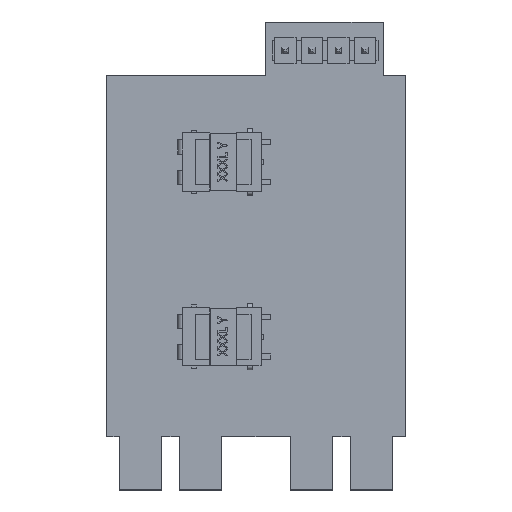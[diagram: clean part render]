
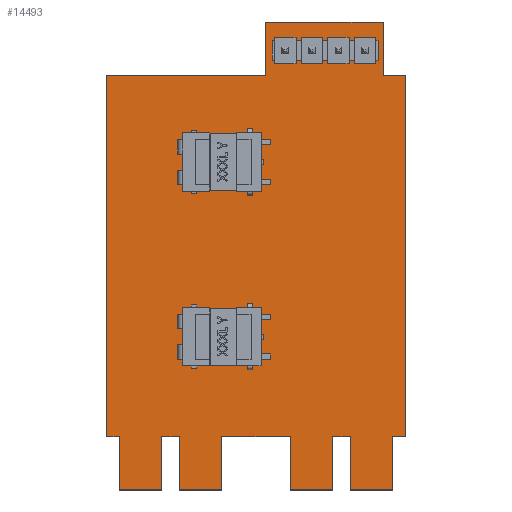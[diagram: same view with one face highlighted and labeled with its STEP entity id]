
A CAD part, top view. The second image highlights one B-rep face of the part: STEP entity #14493.
In plain terms, the highlighted planar face has unit normal (0, 0, 1).
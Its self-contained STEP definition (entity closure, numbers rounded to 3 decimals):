
#13692 = VERTEX_POINT('',#13693);
#13693 = CARTESIAN_POINT('',(19.9,31.3,1.6));
#13699 = EDGE_CURVE('',#13692,#13700,#13702,.T.);
#13700 = VERTEX_POINT('',#13701);
#13701 = CARTESIAN_POINT('',(21.6,31.3,1.6));
#13702 = LINE('',#13703,#13704);
#13703 = CARTESIAN_POINT('',(19.9,31.3,1.6));
#13704 = VECTOR('',#13705,1.);
#13705 = DIRECTION('',(1.,0.,0.));
#13730 = EDGE_CURVE('',#13700,#13731,#13733,.T.);
#13731 = VERTEX_POINT('',#13732);
#13732 = CARTESIAN_POINT('',(21.6,4.,1.6));
#13733 = LINE('',#13734,#13735);
#13734 = CARTESIAN_POINT('',(21.6,31.3,1.6));
#13735 = VECTOR('',#13736,1.);
#13736 = DIRECTION('',(0.,-1.,0.));
#13761 = EDGE_CURVE('',#13731,#13762,#13764,.T.);
#13762 = VERTEX_POINT('',#13763);
#13763 = CARTESIAN_POINT('',(20.6,4.,1.6));
#13764 = LINE('',#13765,#13766);
#13765 = CARTESIAN_POINT('',(21.6,4.,1.6));
#13766 = VECTOR('',#13767,1.);
#13767 = DIRECTION('',(-1.,0.,0.));
#13792 = EDGE_CURVE('',#13762,#13793,#13795,.T.);
#13793 = VERTEX_POINT('',#13794);
#13794 = CARTESIAN_POINT('',(20.6,0.,1.6));
#13795 = LINE('',#13796,#13797);
#13796 = CARTESIAN_POINT('',(20.6,4.,1.6));
#13797 = VECTOR('',#13798,1.);
#13798 = DIRECTION('',(0.,-1.,0.));
#13823 = EDGE_CURVE('',#13793,#13824,#13826,.T.);
#13824 = VERTEX_POINT('',#13825);
#13825 = CARTESIAN_POINT('',(17.4,0.,1.6));
#13826 = LINE('',#13827,#13828);
#13827 = CARTESIAN_POINT('',(20.6,0.,1.6));
#13828 = VECTOR('',#13829,1.);
#13829 = DIRECTION('',(-1.,0.,0.));
#13854 = EDGE_CURVE('',#13824,#13855,#13857,.T.);
#13855 = VERTEX_POINT('',#13856);
#13856 = CARTESIAN_POINT('',(17.4,4.,1.6));
#13857 = LINE('',#13858,#13859);
#13858 = CARTESIAN_POINT('',(17.4,0.,1.6));
#13859 = VECTOR('',#13860,1.);
#13860 = DIRECTION('',(0.,1.,0.));
#13885 = EDGE_CURVE('',#13855,#13886,#13888,.T.);
#13886 = VERTEX_POINT('',#13887);
#13887 = CARTESIAN_POINT('',(16.1,4.,1.6));
#13888 = LINE('',#13889,#13890);
#13889 = CARTESIAN_POINT('',(17.4,4.,1.6));
#13890 = VECTOR('',#13891,1.);
#13891 = DIRECTION('',(-1.,0.,0.));
#13916 = EDGE_CURVE('',#13886,#13917,#13919,.T.);
#13917 = VERTEX_POINT('',#13918);
#13918 = CARTESIAN_POINT('',(16.1,0.,1.6));
#13919 = LINE('',#13920,#13921);
#13920 = CARTESIAN_POINT('',(16.1,4.,1.6));
#13921 = VECTOR('',#13922,1.);
#13922 = DIRECTION('',(0.,-1.,0.));
#13947 = EDGE_CURVE('',#13917,#13948,#13950,.T.);
#13948 = VERTEX_POINT('',#13949);
#13949 = CARTESIAN_POINT('',(12.9,0.,1.6));
#13950 = LINE('',#13951,#13952);
#13951 = CARTESIAN_POINT('',(16.1,0.,1.6));
#13952 = VECTOR('',#13953,1.);
#13953 = DIRECTION('',(-1.,0.,0.));
#13978 = EDGE_CURVE('',#13948,#13979,#13981,.T.);
#13979 = VERTEX_POINT('',#13980);
#13980 = CARTESIAN_POINT('',(12.9,4.,1.6));
#13981 = LINE('',#13982,#13983);
#13982 = CARTESIAN_POINT('',(12.9,0.,1.6));
#13983 = VECTOR('',#13984,1.);
#13984 = DIRECTION('',(0.,1.,0.));
#14009 = EDGE_CURVE('',#13979,#14010,#14012,.T.);
#14010 = VERTEX_POINT('',#14011);
#14011 = CARTESIAN_POINT('',(7.7,4.,1.6));
#14012 = LINE('',#14013,#14014);
#14013 = CARTESIAN_POINT('',(12.9,4.,1.6));
#14014 = VECTOR('',#14015,1.);
#14015 = DIRECTION('',(-1.,0.,0.));
#14040 = EDGE_CURVE('',#14010,#14041,#14043,.T.);
#14041 = VERTEX_POINT('',#14042);
#14042 = CARTESIAN_POINT('',(7.7,0.,1.6));
#14043 = LINE('',#14044,#14045);
#14044 = CARTESIAN_POINT('',(7.7,4.,1.6));
#14045 = VECTOR('',#14046,1.);
#14046 = DIRECTION('',(0.,-1.,0.));
#14071 = EDGE_CURVE('',#14041,#14072,#14074,.T.);
#14072 = VERTEX_POINT('',#14073);
#14073 = CARTESIAN_POINT('',(4.5,0.,1.6));
#14074 = LINE('',#14075,#14076);
#14075 = CARTESIAN_POINT('',(7.7,0.,1.6));
#14076 = VECTOR('',#14077,1.);
#14077 = DIRECTION('',(-1.,0.,0.));
#14102 = EDGE_CURVE('',#14072,#14103,#14105,.T.);
#14103 = VERTEX_POINT('',#14104);
#14104 = CARTESIAN_POINT('',(4.5,4.,1.6));
#14105 = LINE('',#14106,#14107);
#14106 = CARTESIAN_POINT('',(4.5,0.,1.6));
#14107 = VECTOR('',#14108,1.);
#14108 = DIRECTION('',(0.,1.,0.));
#14133 = EDGE_CURVE('',#14103,#14134,#14136,.T.);
#14134 = VERTEX_POINT('',#14135);
#14135 = CARTESIAN_POINT('',(3.2,4.,1.6));
#14136 = LINE('',#14137,#14138);
#14137 = CARTESIAN_POINT('',(4.5,4.,1.6));
#14138 = VECTOR('',#14139,1.);
#14139 = DIRECTION('',(-1.,0.,0.));
#14164 = EDGE_CURVE('',#14134,#14165,#14167,.T.);
#14165 = VERTEX_POINT('',#14166);
#14166 = CARTESIAN_POINT('',(3.2,0.,1.6));
#14167 = LINE('',#14168,#14169);
#14168 = CARTESIAN_POINT('',(3.2,4.,1.6));
#14169 = VECTOR('',#14170,1.);
#14170 = DIRECTION('',(0.,-1.,0.));
#14195 = EDGE_CURVE('',#14165,#14196,#14198,.T.);
#14196 = VERTEX_POINT('',#14197);
#14197 = CARTESIAN_POINT('',(0.,0.,1.6));
#14198 = LINE('',#14199,#14200);
#14199 = CARTESIAN_POINT('',(3.2,0.,1.6));
#14200 = VECTOR('',#14201,1.);
#14201 = DIRECTION('',(-1.,0.,0.));
#14226 = EDGE_CURVE('',#14196,#14227,#14229,.T.);
#14227 = VERTEX_POINT('',#14228);
#14228 = CARTESIAN_POINT('',(0.,4.,1.6));
#14229 = LINE('',#14230,#14231);
#14230 = CARTESIAN_POINT('',(0.,0.,1.6));
#14231 = VECTOR('',#14232,1.);
#14232 = DIRECTION('',(0.,1.,0.));
#14257 = EDGE_CURVE('',#14227,#14258,#14260,.T.);
#14258 = VERTEX_POINT('',#14259);
#14259 = CARTESIAN_POINT('',(-0.9,4.,1.6));
#14260 = LINE('',#14261,#14262);
#14261 = CARTESIAN_POINT('',(0.,4.,1.6));
#14262 = VECTOR('',#14263,1.);
#14263 = DIRECTION('',(-1.,0.,0.));
#14288 = EDGE_CURVE('',#14258,#14289,#14291,.T.);
#14289 = VERTEX_POINT('',#14290);
#14290 = CARTESIAN_POINT('',(-1.,4.,1.6));
#14291 = LINE('',#14292,#14293);
#14292 = CARTESIAN_POINT('',(-0.9,4.,1.6));
#14293 = VECTOR('',#14294,1.);
#14294 = DIRECTION('',(-1.,0.,0.));
#14319 = EDGE_CURVE('',#14289,#14320,#14322,.T.);
#14320 = VERTEX_POINT('',#14321);
#14321 = CARTESIAN_POINT('',(-1.,31.3,1.6));
#14322 = LINE('',#14323,#14324);
#14323 = CARTESIAN_POINT('',(-1.,4.,1.6));
#14324 = VECTOR('',#14325,1.);
#14325 = DIRECTION('',(0.,1.,0.));
#14350 = EDGE_CURVE('',#14320,#14351,#14353,.T.);
#14351 = VERTEX_POINT('',#14352);
#14352 = CARTESIAN_POINT('',(11.,31.3,1.6));
#14353 = LINE('',#14354,#14355);
#14354 = CARTESIAN_POINT('',(-1.,31.3,1.6));
#14355 = VECTOR('',#14356,1.);
#14356 = DIRECTION('',(1.,0.,0.));
#14381 = EDGE_CURVE('',#14351,#14382,#14384,.T.);
#14382 = VERTEX_POINT('',#14383);
#14383 = CARTESIAN_POINT('',(11.,35.3,1.6));
#14384 = LINE('',#14385,#14386);
#14385 = CARTESIAN_POINT('',(11.,31.3,1.6));
#14386 = VECTOR('',#14387,1.);
#14387 = DIRECTION('',(0.,1.,0.));
#14412 = EDGE_CURVE('',#14382,#14413,#14415,.T.);
#14413 = VERTEX_POINT('',#14414);
#14414 = CARTESIAN_POINT('',(19.9,35.3,1.6));
#14415 = LINE('',#14416,#14417);
#14416 = CARTESIAN_POINT('',(11.,35.3,1.6));
#14417 = VECTOR('',#14418,1.);
#14418 = DIRECTION('',(1.,0.,0.));
#14443 = EDGE_CURVE('',#14413,#13692,#14444,.T.);
#14444 = LINE('',#14445,#14446);
#14445 = CARTESIAN_POINT('',(19.9,35.3,1.6));
#14446 = VECTOR('',#14447,1.);
#14447 = DIRECTION('',(0.,-1.,0.));
#14493 = ADVANCED_FACE('',(#14494),#14521,.F.);
#14494 = FACE_BOUND('',#14495,.F.);
#14495 = EDGE_LOOP('',(#14496,#14497,#14498,#14499,#14500,#14501,#14502,
    #14503,#14504,#14505,#14506,#14507,#14508,#14509,#14510,#14511,
    #14512,#14513,#14514,#14515,#14516,#14517,#14518,#14519,#14520));
#14496 = ORIENTED_EDGE('',*,*,#13699,.T.);
#14497 = ORIENTED_EDGE('',*,*,#13730,.T.);
#14498 = ORIENTED_EDGE('',*,*,#13761,.T.);
#14499 = ORIENTED_EDGE('',*,*,#13792,.T.);
#14500 = ORIENTED_EDGE('',*,*,#13823,.T.);
#14501 = ORIENTED_EDGE('',*,*,#13854,.T.);
#14502 = ORIENTED_EDGE('',*,*,#13885,.T.);
#14503 = ORIENTED_EDGE('',*,*,#13916,.T.);
#14504 = ORIENTED_EDGE('',*,*,#13947,.T.);
#14505 = ORIENTED_EDGE('',*,*,#13978,.T.);
#14506 = ORIENTED_EDGE('',*,*,#14009,.T.);
#14507 = ORIENTED_EDGE('',*,*,#14040,.T.);
#14508 = ORIENTED_EDGE('',*,*,#14071,.T.);
#14509 = ORIENTED_EDGE('',*,*,#14102,.T.);
#14510 = ORIENTED_EDGE('',*,*,#14133,.T.);
#14511 = ORIENTED_EDGE('',*,*,#14164,.T.);
#14512 = ORIENTED_EDGE('',*,*,#14195,.T.);
#14513 = ORIENTED_EDGE('',*,*,#14226,.T.);
#14514 = ORIENTED_EDGE('',*,*,#14257,.T.);
#14515 = ORIENTED_EDGE('',*,*,#14288,.T.);
#14516 = ORIENTED_EDGE('',*,*,#14319,.T.);
#14517 = ORIENTED_EDGE('',*,*,#14350,.T.);
#14518 = ORIENTED_EDGE('',*,*,#14381,.T.);
#14519 = ORIENTED_EDGE('',*,*,#14412,.T.);
#14520 = ORIENTED_EDGE('',*,*,#14443,.T.);
#14521 = PLANE('',#14522);
#14522 = AXIS2_PLACEMENT_3D('',#14523,#14524,#14525);
#14523 = CARTESIAN_POINT('',(10.595,14.852,1.6));
#14524 = DIRECTION('',(-0.,-0.,-1.));
#14525 = DIRECTION('',(-1.,0.,0.));
